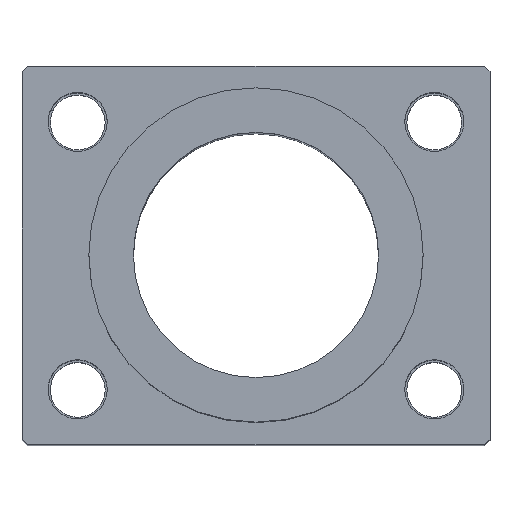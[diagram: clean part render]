
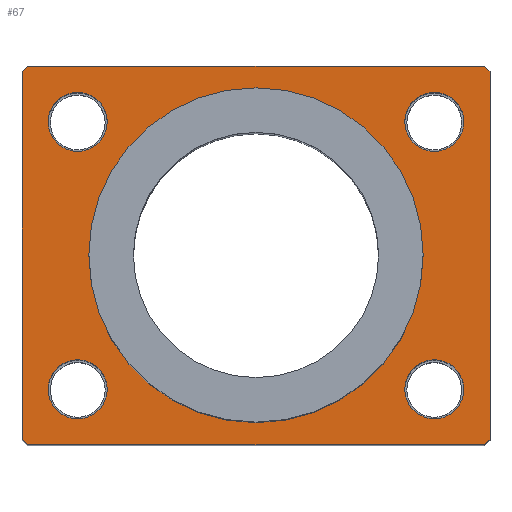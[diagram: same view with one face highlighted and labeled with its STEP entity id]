
A CAD part, top view. The second image highlights one B-rep face of the part: STEP entity #67.
In plain terms, the highlighted planar face has unit normal (0, 0, 1).
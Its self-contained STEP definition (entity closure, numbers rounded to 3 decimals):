
#67 = ADVANCED_FACE( '', ( #168, #169, #170, #171, #172, #173 ), #174, .T. );
#168 = FACE_BOUND( '', #341, .T. );
#169 = FACE_BOUND( '', #342, .T. );
#170 = FACE_OUTER_BOUND( '', #343, .T. );
#171 = FACE_BOUND( '', #344, .T. );
#172 = FACE_BOUND( '', #345, .T. );
#173 = FACE_BOUND( '', #346, .T. );
#174 = PLANE( '', #347 );
#341 = EDGE_LOOP( '', ( #510 ) );
#342 = EDGE_LOOP( '', ( #511 ) );
#343 = EDGE_LOOP( '', ( #512, #513, #514, #515, #516, #517, #518, #519 ) );
#344 = EDGE_LOOP( '', ( #520 ) );
#345 = EDGE_LOOP( '', ( #521 ) );
#346 = EDGE_LOOP( '', ( #522 ) );
#347 = AXIS2_PLACEMENT_3D( '', #523, #524, #525 );
#510 = ORIENTED_EDGE( '', *, *, #793, .F. );
#511 = ORIENTED_EDGE( '', *, *, #794, .F. );
#512 = ORIENTED_EDGE( '', *, *, #795, .T. );
#513 = ORIENTED_EDGE( '', *, *, #796, .T. );
#514 = ORIENTED_EDGE( '', *, *, #797, .T. );
#515 = ORIENTED_EDGE( '', *, *, #798, .T. );
#516 = ORIENTED_EDGE( '', *, *, #799, .T. );
#517 = ORIENTED_EDGE( '', *, *, #800, .T. );
#518 = ORIENTED_EDGE( '', *, *, #801, .T. );
#519 = ORIENTED_EDGE( '', *, *, #802, .T. );
#520 = ORIENTED_EDGE( '', *, *, #803, .T. );
#521 = ORIENTED_EDGE( '', *, *, #804, .F. );
#522 = ORIENTED_EDGE( '', *, *, #805, .F. );
#523 = CARTESIAN_POINT( '', ( 0., 0., 46. ) );
#524 = DIRECTION( '', ( 0., 0., 1. ) );
#525 = DIRECTION( '', ( 1., 0., 0. ) );
#793 = EDGE_CURVE( '', #897, #897, #898, .T. );
#794 = EDGE_CURVE( '', #899, #899, #900, .T. );
#795 = EDGE_CURVE( '', #901, #902, #903, .T. );
#796 = EDGE_CURVE( '', #902, #904, #905, .T. );
#797 = EDGE_CURVE( '', #904, #906, #907, .T. );
#798 = EDGE_CURVE( '', #906, #908, #909, .T. );
#799 = EDGE_CURVE( '', #908, #910, #911, .T. );
#800 = EDGE_CURVE( '', #910, #912, #913, .T. );
#801 = EDGE_CURVE( '', #912, #914, #915, .T. );
#802 = EDGE_CURVE( '', #914, #901, #916, .T. );
#803 = EDGE_CURVE( '', #917, #917, #918, .F. );
#804 = EDGE_CURVE( '', #919, #919, #920, .T. );
#805 = EDGE_CURVE( '', #921, #921, #922, .T. );
#897 = VERTEX_POINT( '', #1052 );
#898 = CIRCLE( '', #1053, 2.65 );
#899 = VERTEX_POINT( '', #1054 );
#900 = CIRCLE( '', #1055, 2.65 );
#901 = VERTEX_POINT( '', #1056 );
#902 = VERTEX_POINT( '', #1057 );
#903 = LINE( '', #1058, #1059 );
#904 = VERTEX_POINT( '', #1060 );
#905 = LINE( '', #1061, #1062 );
#906 = VERTEX_POINT( '', #1063 );
#907 = LINE( '', #1064, #1065 );
#908 = VERTEX_POINT( '', #1066 );
#909 = LINE( '', #1067, #1068 );
#910 = VERTEX_POINT( '', #1069 );
#911 = LINE( '', #1070, #1071 );
#912 = VERTEX_POINT( '', #1072 );
#913 = LINE( '', #1073, #1074 );
#914 = VERTEX_POINT( '', #1075 );
#915 = LINE( '', #1076, #1077 );
#916 = LINE( '', #1078, #1079 );
#917 = VERTEX_POINT( '', #1080 );
#918 = CIRCLE( '', #1081, 15. );
#919 = VERTEX_POINT( '', #1082 );
#920 = CIRCLE( '', #1083, 2.65 );
#921 = VERTEX_POINT( '', #1084 );
#922 = CIRCLE( '', #1085, 2.65 );
#1052 = CARTESIAN_POINT( '', ( 18.65, 29., 46. ) );
#1053 = AXIS2_PLACEMENT_3D( '', #1290, #1291, #1292 );
#1054 = CARTESIAN_POINT( '', ( 18.65, 5., 46. ) );
#1055 = AXIS2_PLACEMENT_3D( '', #1293, #1294, #1295 );
#1056 = CARTESIAN_POINT( '', ( -20.5, 34., 46. ) );
#1057 = CARTESIAN_POINT( '', ( -21., 33.5, 46. ) );
#1058 = CARTESIAN_POINT( '', ( -20.5, 34., 46. ) );
#1059 = VECTOR( '', #1296, 1000. );
#1060 = CARTESIAN_POINT( '', ( -21., 0.5, 46. ) );
#1061 = CARTESIAN_POINT( '', ( -21., 33.5, 46. ) );
#1062 = VECTOR( '', #1297, 1000. );
#1063 = CARTESIAN_POINT( '', ( -20.5, 0., 46. ) );
#1064 = CARTESIAN_POINT( '', ( -21., 0.5, 46. ) );
#1065 = VECTOR( '', #1298, 1000. );
#1066 = CARTESIAN_POINT( '', ( 20.5, 0., 46. ) );
#1067 = CARTESIAN_POINT( '', ( -20.5, 0., 46. ) );
#1068 = VECTOR( '', #1299, 1000. );
#1069 = CARTESIAN_POINT( '', ( 21., 0.5, 46. ) );
#1070 = CARTESIAN_POINT( '', ( 20.5, 0., 46. ) );
#1071 = VECTOR( '', #1300, 1000. );
#1072 = CARTESIAN_POINT( '', ( 21., 33.5, 46. ) );
#1073 = CARTESIAN_POINT( '', ( 21., 0.5, 46. ) );
#1074 = VECTOR( '', #1301, 1000. );
#1075 = CARTESIAN_POINT( '', ( 20.5, 34., 46. ) );
#1076 = CARTESIAN_POINT( '', ( 21., 33.5, 46. ) );
#1077 = VECTOR( '', #1302, 1000. );
#1078 = CARTESIAN_POINT( '', ( 20.5, 34., 46. ) );
#1079 = VECTOR( '', #1303, 1000. );
#1080 = CARTESIAN_POINT( '', ( 15., 17., 46. ) );
#1081 = AXIS2_PLACEMENT_3D( '', #1304, #1305, #1306 );
#1082 = CARTESIAN_POINT( '', ( -13.35, 5., 46. ) );
#1083 = AXIS2_PLACEMENT_3D( '', #1307, #1308, #1309 );
#1084 = CARTESIAN_POINT( '', ( -13.35, 29., 46. ) );
#1085 = AXIS2_PLACEMENT_3D( '', #1310, #1311, #1312 );
#1290 = CARTESIAN_POINT( '', ( 16., 29., 46. ) );
#1291 = DIRECTION( '', ( 0., 0., 1. ) );
#1292 = DIRECTION( '', ( 1., 0., 0. ) );
#1293 = CARTESIAN_POINT( '', ( 16., 5., 46. ) );
#1294 = DIRECTION( '', ( 0., 0., 1. ) );
#1295 = DIRECTION( '', ( 1., 0., 0. ) );
#1296 = DIRECTION( '', ( -0.707, -0.707, 0. ) );
#1297 = DIRECTION( '', ( 0., -1., 0. ) );
#1298 = DIRECTION( '', ( 0.707, -0.707, 0. ) );
#1299 = DIRECTION( '', ( 1., 0., 0. ) );
#1300 = DIRECTION( '', ( 0.707, 0.707, 0. ) );
#1301 = DIRECTION( '', ( 0., 1., 0. ) );
#1302 = DIRECTION( '', ( -0.707, 0.707, 0. ) );
#1303 = DIRECTION( '', ( -1., 0., 0. ) );
#1304 = CARTESIAN_POINT( '', ( 0., 17., 46. ) );
#1305 = DIRECTION( '', ( 0., 0., 1. ) );
#1306 = DIRECTION( '', ( 1., 0., 0. ) );
#1307 = CARTESIAN_POINT( '', ( -16., 5., 46. ) );
#1308 = DIRECTION( '', ( 0., 0., 1. ) );
#1309 = DIRECTION( '', ( 1., 0., 0. ) );
#1310 = CARTESIAN_POINT( '', ( -16., 29., 46. ) );
#1311 = DIRECTION( '', ( 0., 0., 1. ) );
#1312 = DIRECTION( '', ( 1., 0., 0. ) );
